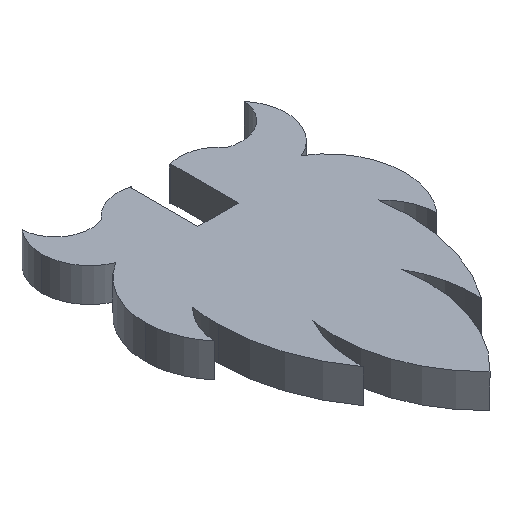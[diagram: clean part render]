
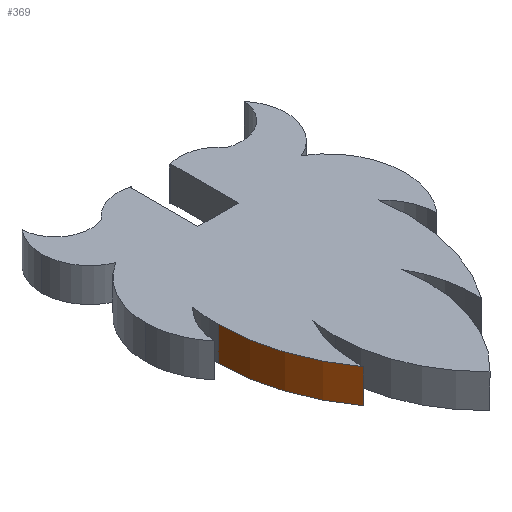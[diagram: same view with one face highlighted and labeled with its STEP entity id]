
A CAD part, isometric view. The second image highlights one B-rep face of the part: STEP entity #369.
In plain terms, the highlighted cylindrical face has radius 27.433 mm (diameter 54.867 mm), a partial arc.
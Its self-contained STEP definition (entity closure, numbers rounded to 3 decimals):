
#88 = CARTESIAN_POINT ( 'NONE',  ( 13.357, 51.832, 0. ) ) ;
#127 = CARTESIAN_POINT ( 'NONE',  ( -14.076, 51.832, 5. ) ) ;
#128 = DIRECTION ( 'NONE',  ( -1., 0., 0. ) ) ;
#138 = CIRCLE ( 'NONE', #707, 27.433 ) ;
#151 = ORIENTED_EDGE ( 'NONE', *, *, #592, .T. ) ;
#175 = DIRECTION ( 'NONE',  ( 0., 0., -1. ) ) ;
#209 = CARTESIAN_POINT ( 'NONE',  ( -8.765, 35.609, 5. ) ) ;
#248 = LINE ( 'NONE', #501, #272 ) ;
#272 = VECTOR ( 'NONE', #494, 1000. ) ;
#294 = CARTESIAN_POINT ( 'NONE',  ( -8.765, 35.609, 0. ) ) ;
#355 = VECTOR ( 'NONE', #175, 1000. ) ;
#365 = CARTESIAN_POINT ( 'NONE',  ( 13.357, 51.832, 5. ) ) ;
#369 = ADVANCED_FACE ( 'NONE', ( #971 ), #442, .T. ) ;
#377 = VERTEX_POINT ( 'NONE', #209 ) ;
#412 = DIRECTION ( 'NONE',  ( 1., 0., 0. ) ) ;
#442 = CYLINDRICAL_SURFACE ( 'NONE', #831, 27.433 ) ;
#474 = LINE ( 'NONE', #548, #355 ) ;
#490 = DIRECTION ( 'NONE',  ( 0., 0., 1. ) ) ;
#494 = DIRECTION ( 'NONE',  ( 0., 0., -1. ) ) ;
#501 = CARTESIAN_POINT ( 'NONE',  ( -8.765, 35.609, 5. ) ) ;
#512 = ORIENTED_EDGE ( 'NONE', *, *, #913, .T. ) ;
#518 = DIRECTION ( 'NONE',  ( 0., 0., -1. ) ) ;
#534 = EDGE_CURVE ( 'NONE', #843, #377, #948, .T. ) ;
#548 = CARTESIAN_POINT ( 'NONE',  ( -14.076, 51.832, 5. ) ) ;
#562 = VERTEX_POINT ( 'NONE', #636 ) ;
#592 = EDGE_CURVE ( 'NONE', #562, #835, #138, .T. ) ;
#595 = EDGE_CURVE ( 'NONE', #377, #835, #248, .T. ) ;
#611 = AXIS2_PLACEMENT_3D ( 'NONE', #869, #490, #859 ) ;
#636 = CARTESIAN_POINT ( 'NONE',  ( -14.076, 51.832, 0. ) ) ;
#644 = ORIENTED_EDGE ( 'NONE', *, *, #595, .F. ) ;
#666 = ORIENTED_EDGE ( 'NONE', *, *, #534, .F. ) ;
#707 = AXIS2_PLACEMENT_3D ( 'NONE', #88, #863, #412 ) ;
#831 = AXIS2_PLACEMENT_3D ( 'NONE', #365, #518, #128 ) ;
#835 = VERTEX_POINT ( 'NONE', #294 ) ;
#843 = VERTEX_POINT ( 'NONE', #127 ) ;
#859 = DIRECTION ( 'NONE',  ( 1., 0., 0. ) ) ;
#863 = DIRECTION ( 'NONE',  ( 0., 0., 1. ) ) ;
#869 = CARTESIAN_POINT ( 'NONE',  ( 13.357, 51.832, 5. ) ) ;
#913 = EDGE_CURVE ( 'NONE', #843, #562, #474, .T. ) ;
#948 = CIRCLE ( 'NONE', #611, 27.433 ) ;
#971 = FACE_OUTER_BOUND ( 'NONE', #991, .T. ) ;
#991 = EDGE_LOOP ( 'NONE', ( #666, #512, #151, #644 ) ) ;
